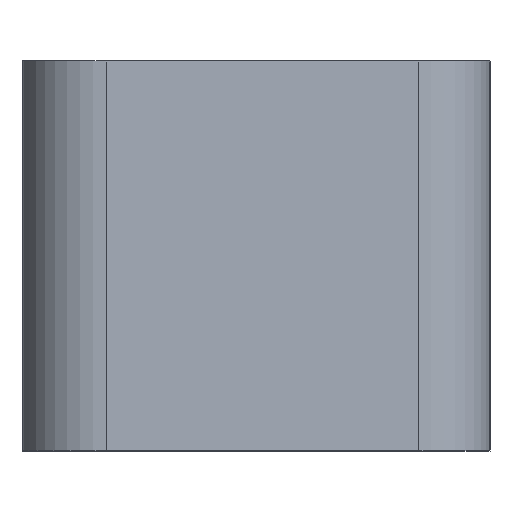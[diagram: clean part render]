
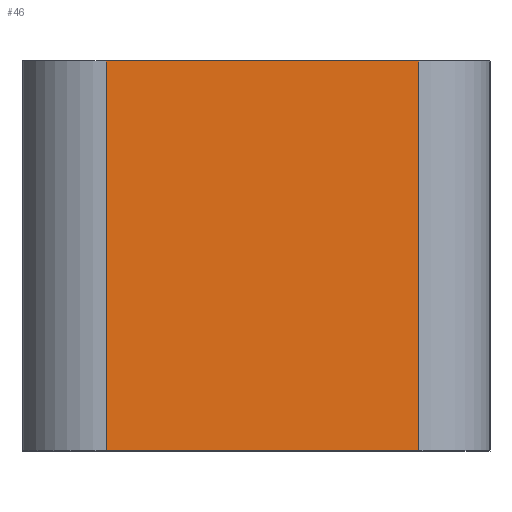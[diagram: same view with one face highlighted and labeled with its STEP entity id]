
A CAD part, left-side view. The second image highlights one B-rep face of the part: STEP entity #46.
In plain terms, the highlighted planar face has unit normal (-0.996, -0.087, 0).
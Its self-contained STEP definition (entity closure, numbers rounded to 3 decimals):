
#20 = DIRECTION ( 'NONE',  ( 0.087, -0.996, 0. ) ) ;
#22 = VERTEX_POINT ( 'NONE', #804 ) ;
#26 = DIRECTION ( 'NONE',  ( 0.087, -0.996, 0. ) ) ;
#42 = VECTOR ( 'NONE', #244, 1000. ) ;
#46 = ADVANCED_FACE ( 'NONE', ( #550 ), #186, .T. ) ;
#186 = PLANE ( 'NONE',  #585 ) ;
#203 = ORIENTED_EDGE ( 'NONE', *, *, #375, .F. ) ;
#212 = CARTESIAN_POINT ( 'NONE',  ( -13.176, 3.723, 2.5 ) ) ;
#223 = VERTEX_POINT ( 'NONE', #608 ) ;
#224 = EDGE_CURVE ( 'NONE', #559, #223, #580, .T. ) ;
#244 = DIRECTION ( 'NONE',  ( 0., 0., 1. ) ) ;
#252 = CARTESIAN_POINT ( 'NONE',  ( -12.85, 0., -2.5 ) ) ;
#366 = ORIENTED_EDGE ( 'NONE', *, *, #710, .T. ) ;
#375 = EDGE_CURVE ( 'NONE', #698, #22, #430, .T. ) ;
#404 = VECTOR ( 'NONE', #20, 1000. ) ;
#411 = CARTESIAN_POINT ( 'NONE',  ( -12.85, 0., 2.5 ) ) ;
#422 = DIRECTION ( 'NONE',  ( 0., 0., -1. ) ) ;
#430 = LINE ( 'NONE', #212, #439 ) ;
#439 = VECTOR ( 'NONE', #26, 1000. ) ;
#450 = VECTOR ( 'NONE', #422, 1000. ) ;
#538 = LINE ( 'NONE', #749, #450 ) ;
#544 = DIRECTION ( 'NONE',  ( -0.996, -0.087, 0. ) ) ;
#550 = FACE_OUTER_BOUND ( 'NONE', #811, .T. ) ;
#552 = LINE ( 'NONE', #744, #42 ) ;
#558 = CARTESIAN_POINT ( 'NONE',  ( -13.28, 4.917, 2.5 ) ) ;
#559 = VERTEX_POINT ( 'NONE', #716 ) ;
#580 = LINE ( 'NONE', #252, #404 ) ;
#585 = AXIS2_PLACEMENT_3D ( 'NONE', #411, #544, #593 ) ;
#593 = DIRECTION ( 'NONE',  ( 0.087, -0.996, 0. ) ) ;
#608 = CARTESIAN_POINT ( 'NONE',  ( -12.93, 0.913, -2.5 ) ) ;
#636 = ORIENTED_EDGE ( 'NONE', *, *, #224, .T. ) ;
#649 = EDGE_CURVE ( 'NONE', #223, #22, #552, .T. ) ;
#698 = VERTEX_POINT ( 'NONE', #558 ) ;
#710 = EDGE_CURVE ( 'NONE', #698, #559, #538, .T. ) ;
#716 = CARTESIAN_POINT ( 'NONE',  ( -13.28, 4.917, -2.5 ) ) ;
#744 = CARTESIAN_POINT ( 'NONE',  ( -12.93, 0.913, 2.5 ) ) ;
#745 = ORIENTED_EDGE ( 'NONE', *, *, #649, .T. ) ;
#749 = CARTESIAN_POINT ( 'NONE',  ( -13.28, 4.917, 2.5 ) ) ;
#804 = CARTESIAN_POINT ( 'NONE',  ( -12.93, 0.913, 2.5 ) ) ;
#811 = EDGE_LOOP ( 'NONE', ( #203, #366, #636, #745 ) ) ;
